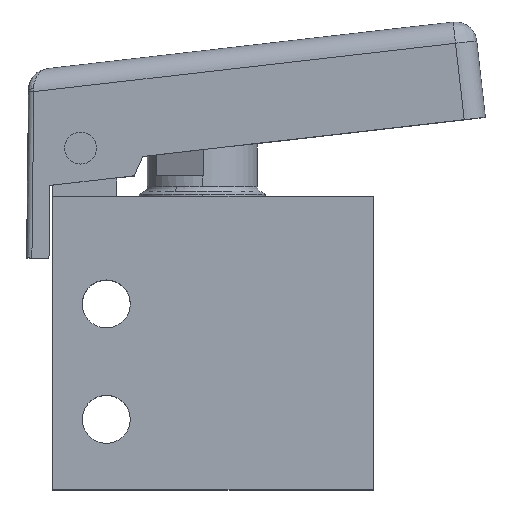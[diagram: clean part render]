
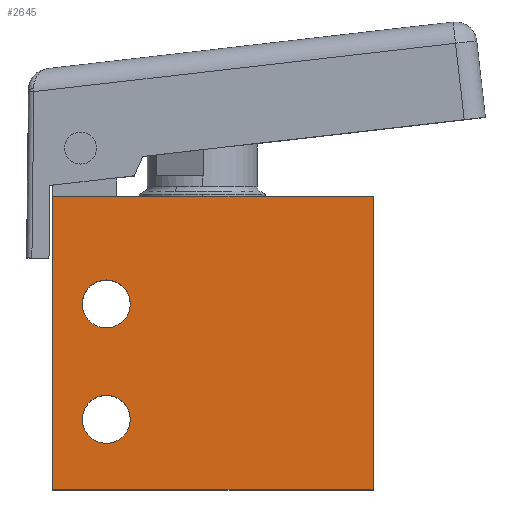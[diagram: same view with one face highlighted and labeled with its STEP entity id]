
A CAD part, top view. The second image highlights one B-rep face of the part: STEP entity #2645.
In plain terms, the highlighted planar face has unit normal (0, 0, 1).
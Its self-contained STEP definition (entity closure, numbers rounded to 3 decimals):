
#70 = CARTESIAN_POINT ( 'NONE',  ( 30., 0., 15. ) ) ;
#161 = DIRECTION ( 'NONE',  ( 0., -1., 0. ) ) ;
#222 = CARTESIAN_POINT ( 'NONE',  ( 5., 6.6, 15. ) ) ;
#297 = ORIENTED_EDGE ( 'NONE', *, *, #823, .F. ) ;
#319 = EDGE_CURVE ( 'NONE', #3560, #3115, #1738, .T. ) ;
#364 = FACE_BOUND ( 'NONE', #397, .T. ) ;
#397 = EDGE_LOOP ( 'NONE', ( #2591, #2266 ) ) ;
#464 = DIRECTION ( 'NONE',  ( 0., 0., 1. ) ) ;
#543 = EDGE_CURVE ( 'NONE', #3115, #3560, #3358, .T. ) ;
#650 = CARTESIAN_POINT ( 'NONE',  ( 30., 27.5, 15. ) ) ;
#689 = VERTEX_POINT ( 'NONE', #2977 ) ;
#737 = VERTEX_POINT ( 'NONE', #1901 ) ;
#812 = CARTESIAN_POINT ( 'NONE',  ( 0., 0., 15. ) ) ;
#823 = EDGE_CURVE ( 'NONE', #2243, #737, #3301, .T. ) ;
#837 = DIRECTION ( 'NONE',  ( 0., 0., -1. ) ) ;
#977 = ORIENTED_EDGE ( 'NONE', *, *, #1571, .F. ) ;
#1039 = FACE_BOUND ( 'NONE', #1962, .T. ) ;
#1123 = CARTESIAN_POINT ( 'NONE',  ( 5., 6.6, 15. ) ) ;
#1143 = VERTEX_POINT ( 'NONE', #2872 ) ;
#1153 = LINE ( 'NONE', #1223, #2010 ) ;
#1165 = DIRECTION ( 'NONE',  ( -1., 0., 0. ) ) ;
#1223 = CARTESIAN_POINT ( 'NONE',  ( 0., 0., 15. ) ) ;
#1237 = DIRECTION ( 'NONE',  ( 1., 0., 0. ) ) ;
#1331 = CARTESIAN_POINT ( 'NONE',  ( 30., 27.5, 15. ) ) ;
#1382 = CARTESIAN_POINT ( 'NONE',  ( 0., 27.5, 15. ) ) ;
#1477 = EDGE_CURVE ( 'NONE', #1143, #689, #2866, .T. ) ;
#1509 = DIRECTION ( 'NONE',  ( -1., 0., 0. ) ) ;
#1517 = LINE ( 'NONE', #1331, #2974 ) ;
#1571 = EDGE_CURVE ( 'NONE', #689, #1143, #3427, .T. ) ;
#1670 = ORIENTED_EDGE ( 'NONE', *, *, #2993, .F. ) ;
#1738 = CIRCLE ( 'NONE', #1872, 2.25 ) ;
#1764 = VECTOR ( 'NONE', #1237, 1000. ) ;
#1812 = ORIENTED_EDGE ( 'NONE', *, *, #3305, .F. ) ;
#1872 = AXIS2_PLACEMENT_3D ( 'NONE', #1123, #3684, #2558 ) ;
#1901 = CARTESIAN_POINT ( 'NONE',  ( 0., 27.5, 15. ) ) ;
#1953 = LINE ( 'NONE', #2687, #1764 ) ;
#1962 = EDGE_LOOP ( 'NONE', ( #977, #2334 ) ) ;
#2010 = VECTOR ( 'NONE', #1509, 1000. ) ;
#2036 = EDGE_CURVE ( 'NONE', #737, #2726, #1953, .T. ) ;
#2093 = AXIS2_PLACEMENT_3D ( 'NONE', #2201, #464, #2473 ) ;
#2147 = AXIS2_PLACEMENT_3D ( 'NONE', #2163, #2174, #3302 ) ;
#2163 = CARTESIAN_POINT ( 'NONE',  ( 5., 17.4, 15. ) ) ;
#2174 = DIRECTION ( 'NONE',  ( 0., 0., 1. ) ) ;
#2201 = CARTESIAN_POINT ( 'NONE',  ( 5., 17.4, 15. ) ) ;
#2243 = VERTEX_POINT ( 'NONE', #812 ) ;
#2245 = DIRECTION ( 'NONE',  ( 0., 0., 1. ) ) ;
#2266 = ORIENTED_EDGE ( 'NONE', *, *, #543, .F. ) ;
#2309 = FACE_OUTER_BOUND ( 'NONE', #2999, .T. ) ;
#2334 = ORIENTED_EDGE ( 'NONE', *, *, #1477, .F. ) ;
#2473 = DIRECTION ( 'NONE',  ( 1., 0., 0. ) ) ;
#2537 = DIRECTION ( 'NONE',  ( 1., 0., 0. ) ) ;
#2558 = DIRECTION ( 'NONE',  ( 1., 0., 0. ) ) ;
#2591 = ORIENTED_EDGE ( 'NONE', *, *, #319, .F. ) ;
#2645 = ADVANCED_FACE ( 'NONE', ( #2309, #364, #1039 ), #2779, .F. ) ;
#2687 = CARTESIAN_POINT ( 'NONE',  ( 0., 27.5, 15. ) ) ;
#2724 = CARTESIAN_POINT ( 'NONE',  ( 7.25, 6.6, 15. ) ) ;
#2726 = VERTEX_POINT ( 'NONE', #650 ) ;
#2779 = PLANE ( 'NONE',  #3692 ) ;
#2866 = CIRCLE ( 'NONE', #2147, 2.25 ) ;
#2872 = CARTESIAN_POINT ( 'NONE',  ( 2.75, 17.4, 15. ) ) ;
#2874 = VECTOR ( 'NONE', #3397, 1000. ) ;
#2891 = ORIENTED_EDGE ( 'NONE', *, *, #2036, .F. ) ;
#2974 = VECTOR ( 'NONE', #161, 1000. ) ;
#2977 = CARTESIAN_POINT ( 'NONE',  ( 7.25, 17.4, 15. ) ) ;
#2993 = EDGE_CURVE ( 'NONE', #2726, #3278, #1517, .T. ) ;
#2999 = EDGE_LOOP ( 'NONE', ( #1812, #1670, #2891, #297 ) ) ;
#3073 = CARTESIAN_POINT ( 'NONE',  ( 0., 27.5, 15. ) ) ;
#3115 = VERTEX_POINT ( 'NONE', #3406 ) ;
#3134 = AXIS2_PLACEMENT_3D ( 'NONE', #222, #2245, #2537 ) ;
#3278 = VERTEX_POINT ( 'NONE', #70 ) ;
#3301 = LINE ( 'NONE', #1382, #2874 ) ;
#3302 = DIRECTION ( 'NONE',  ( 1., 0., 0. ) ) ;
#3305 = EDGE_CURVE ( 'NONE', #3278, #2243, #1153, .T. ) ;
#3358 = CIRCLE ( 'NONE', #3134, 2.25 ) ;
#3397 = DIRECTION ( 'NONE',  ( 0., 1., 0. ) ) ;
#3406 = CARTESIAN_POINT ( 'NONE',  ( 2.75, 6.6, 15. ) ) ;
#3427 = CIRCLE ( 'NONE', #2093, 2.25 ) ;
#3560 = VERTEX_POINT ( 'NONE', #2724 ) ;
#3684 = DIRECTION ( 'NONE',  ( 0., 0., 1. ) ) ;
#3692 = AXIS2_PLACEMENT_3D ( 'NONE', #3073, #837, #1165 ) ;
